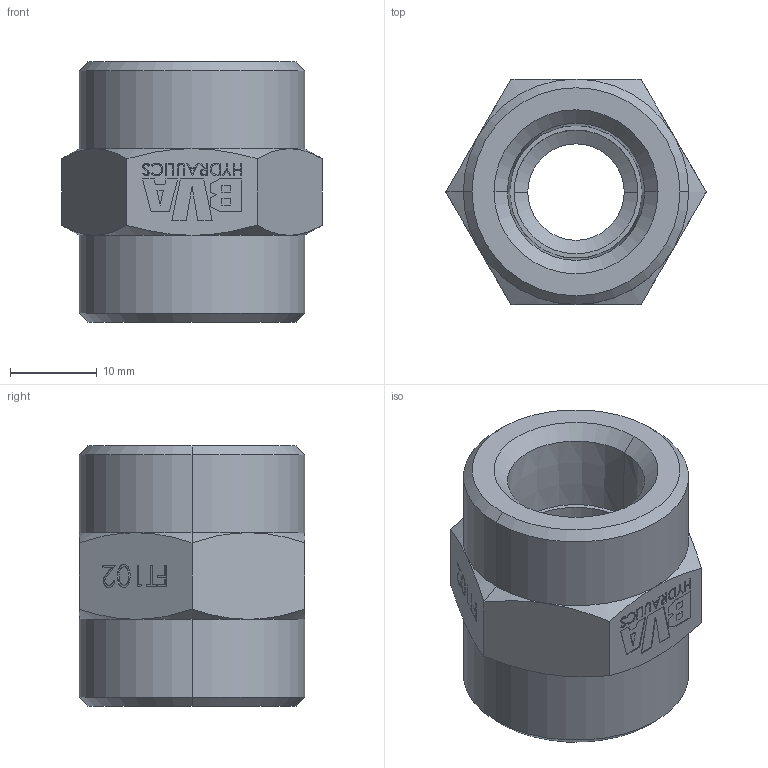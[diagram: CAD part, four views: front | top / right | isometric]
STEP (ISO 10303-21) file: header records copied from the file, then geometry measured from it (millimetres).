
FILE_DESCRIPTION (( 'STEP AP214' ), '1' );
FILE_NAME ('D0124.STEP', '2017-09-13T02:07:18', ( '' ), ( '' ), 'SwSTEP 2.0', 'SolidWorks 2017', '' );
FILE_SCHEMA (( 'AUTOMOTIVE_DESIGN' ));
Length unit declared in the file: millimetre
Products named in the file (1): D0124
Bounding box: 30.02 x 26 x 30 mm (x, y, z)
Volume: 11642.3 mm3; surface area: 4569.2 mm2
Topology: 1 solids, 1 shells, 372 faces, 965 edges, 634 vertices
Faces by surface type: plane 248, bspline 88, cone 28, cylinder 8
Entity records: 16331 total; most frequent: CARTESIAN_POINT 7756, ORIENTED_EDGE 1930, DIRECTION 1379, EDGE_CURVE 965, LINE 721, VECTOR 721, VERTEX_POINT 634, EDGE_LOOP 413
